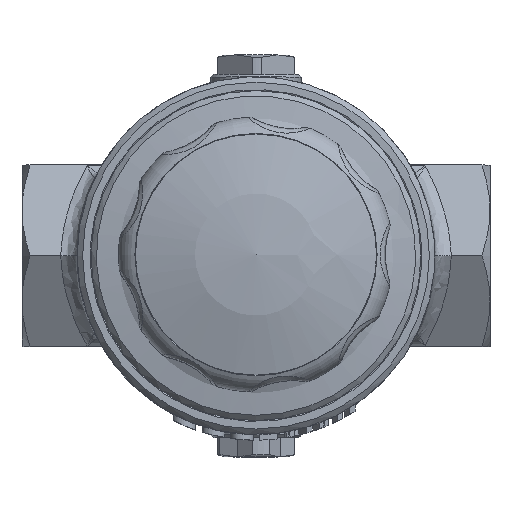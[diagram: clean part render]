
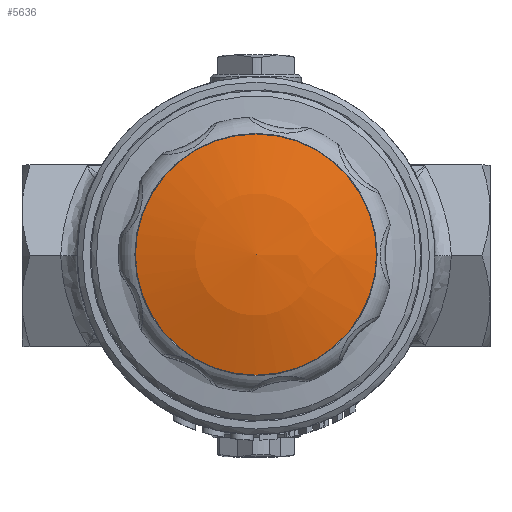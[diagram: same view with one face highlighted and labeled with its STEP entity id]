
A CAD part, top view. The second image highlights one B-rep face of the part: STEP entity #5636.
In plain terms, the highlighted spherical face has radius 70.266 mm.
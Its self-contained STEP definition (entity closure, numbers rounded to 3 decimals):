
#5605=CARTESIAN_POINT('',(-24.9,0.,171.1));
#5606=VERTEX_POINT('',#5605);
#5607=CARTESIAN_POINT('',(-3.,0.,171.1));
#5608=DIRECTION('',(0.0,0.0,1.0));
#5609=DIRECTION('',(-1.0,0.0,0.0));
#5610=AXIS2_PLACEMENT_3D('',#5607,#5608,#5609);
#5611=CIRCLE('',#5610,21.9);
#5612=EDGE_CURVE('',#5606,#5606,#5611,.T.);
#5628=CARTESIAN_POINT('',(-3.,0.,104.334));
#5629=DIRECTION('',(0.0,0.0,1.0));
#5630=DIRECTION('',(1.0,0.0,0.0));
#5631=AXIS2_PLACEMENT_3D('',#5628,#5629,#5630);
#5632=SPHERICAL_SURFACE('',#5631,70.266);
#5633=ORIENTED_EDGE('',*,*,#5612,.T.);
#5634=EDGE_LOOP('',(#5633));
#5635=FACE_OUTER_BOUND('',#5634,.T.);
#5636=ADVANCED_FACE('',(#5635),#5632,.T.);
